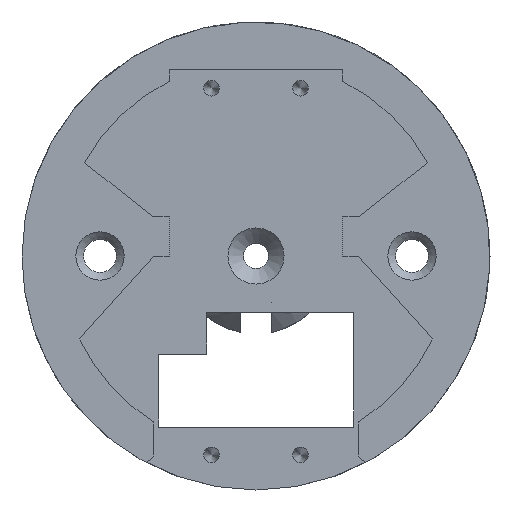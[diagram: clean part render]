
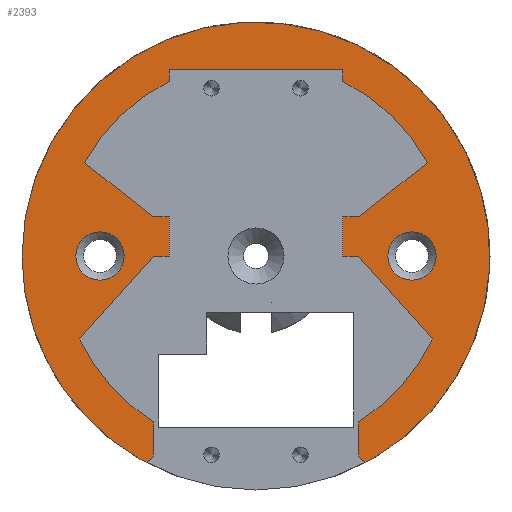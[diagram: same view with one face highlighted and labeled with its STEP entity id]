
A CAD part, front view. The second image highlights one B-rep face of the part: STEP entity #2393.
In plain terms, the highlighted planar face has unit normal (0, -1, 0).
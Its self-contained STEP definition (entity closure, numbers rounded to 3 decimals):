
#42=FACE_BOUND('',#292,.T.);
#43=FACE_BOUND('',#293,.T.);
#57=PLANE('',#2546);
#158=FACE_OUTER_BOUND('',#291,.T.);
#291=EDGE_LOOP('',(#1661,#1662,#1663,#1664,#1665,#1666,#1667,#1668,#1669,
#1670,#1671,#1672,#1673,#1674,#1675,#1676,#1677,#1678,#1679,#1680,#1681,
#1682,#1683));
#292=EDGE_LOOP('',(#1684));
#293=EDGE_LOOP('',(#1685));
#441=LINE('',#3447,#719);
#442=LINE('',#3451,#720);
#443=LINE('',#3453,#721);
#444=LINE('',#3455,#722);
#445=LINE('',#3457,#723);
#446=LINE('',#3459,#724);
#447=LINE('',#3463,#725);
#448=LINE('',#3465,#726);
#449=LINE('',#3467,#727);
#450=LINE('',#3471,#728);
#451=LINE('',#3473,#729);
#452=LINE('',#3475,#730);
#453=LINE('',#3477,#731);
#454=LINE('',#3479,#732);
#455=LINE('',#3483,#733);
#719=VECTOR('',#2764,10.);
#720=VECTOR('',#2767,10.);
#721=VECTOR('',#2768,10.);
#722=VECTOR('',#2769,10.);
#723=VECTOR('',#2770,10.);
#724=VECTOR('',#2771,10.);
#725=VECTOR('',#2774,10.);
#726=VECTOR('',#2775,10.);
#727=VECTOR('',#2776,10.);
#728=VECTOR('',#2779,10.);
#729=VECTOR('',#2780,10.);
#730=VECTOR('',#2781,10.);
#731=VECTOR('',#2782,10.);
#732=VECTOR('',#2783,10.);
#733=VECTOR('',#2786,10.);
#993=CIRCLE('',#2539,1.);
#996=CIRCLE('',#2543,30.);
#998=CIRCLE('',#2545,30.);
#999=CIRCLE('',#2547,25.);
#1000=CIRCLE('',#2548,25.);
#1001=CIRCLE('',#2549,25.);
#1002=CIRCLE('',#2550,25.);
#1003=CIRCLE('',#2551,1.);
#1004=CIRCLE('',#2552,3.1);
#1005=CIRCLE('',#2553,3.1);
#1057=VERTEX_POINT('',#3426);
#1058=VERTEX_POINT('',#3427);
#1062=VERTEX_POINT('',#3437);
#1063=VERTEX_POINT('',#3439);
#1065=VERTEX_POINT('',#3446);
#1066=VERTEX_POINT('',#3448);
#1067=VERTEX_POINT('',#3450);
#1068=VERTEX_POINT('',#3452);
#1069=VERTEX_POINT('',#3454);
#1070=VERTEX_POINT('',#3456);
#1071=VERTEX_POINT('',#3458);
#1072=VERTEX_POINT('',#3460);
#1073=VERTEX_POINT('',#3462);
#1074=VERTEX_POINT('',#3464);
#1075=VERTEX_POINT('',#3466);
#1076=VERTEX_POINT('',#3468);
#1077=VERTEX_POINT('',#3470);
#1078=VERTEX_POINT('',#3472);
#1079=VERTEX_POINT('',#3474);
#1080=VERTEX_POINT('',#3476);
#1081=VERTEX_POINT('',#3478);
#1082=VERTEX_POINT('',#3480);
#1083=VERTEX_POINT('',#3482);
#1084=VERTEX_POINT('',#3485);
#1085=VERTEX_POINT('',#3487);
#1290=EDGE_CURVE('',#1057,#1058,#993,.T.);
#1296=EDGE_CURVE('',#1063,#1062,#996,.T.);
#1299=EDGE_CURVE('',#1062,#1058,#998,.T.);
#1300=EDGE_CURVE('',#1057,#1065,#441,.T.);
#1301=EDGE_CURVE('',#1065,#1066,#999,.T.);
#1302=EDGE_CURVE('',#1066,#1067,#442,.T.);
#1303=EDGE_CURVE('',#1067,#1068,#443,.T.);
#1304=EDGE_CURVE('',#1068,#1069,#444,.T.);
#1305=EDGE_CURVE('',#1069,#1070,#445,.T.);
#1306=EDGE_CURVE('',#1070,#1071,#446,.T.);
#1307=EDGE_CURVE('',#1071,#1072,#1000,.T.);
#1308=EDGE_CURVE('',#1072,#1073,#447,.T.);
#1309=EDGE_CURVE('',#1073,#1074,#448,.T.);
#1310=EDGE_CURVE('',#1074,#1075,#449,.T.);
#1311=EDGE_CURVE('',#1075,#1076,#1001,.T.);
#1312=EDGE_CURVE('',#1076,#1077,#450,.T.);
#1313=EDGE_CURVE('',#1077,#1078,#451,.T.);
#1314=EDGE_CURVE('',#1078,#1079,#452,.T.);
#1315=EDGE_CURVE('',#1079,#1080,#453,.T.);
#1316=EDGE_CURVE('',#1080,#1081,#454,.T.);
#1317=EDGE_CURVE('',#1081,#1082,#1002,.T.);
#1318=EDGE_CURVE('',#1082,#1083,#455,.T.);
#1319=EDGE_CURVE('',#1063,#1083,#1003,.T.);
#1320=EDGE_CURVE('',#1084,#1084,#1004,.T.);
#1321=EDGE_CURVE('',#1085,#1085,#1005,.T.);
#1661=ORIENTED_EDGE('',*,*,#1290,.F.);
#1662=ORIENTED_EDGE('',*,*,#1300,.T.);
#1663=ORIENTED_EDGE('',*,*,#1301,.T.);
#1664=ORIENTED_EDGE('',*,*,#1302,.T.);
#1665=ORIENTED_EDGE('',*,*,#1303,.T.);
#1666=ORIENTED_EDGE('',*,*,#1304,.T.);
#1667=ORIENTED_EDGE('',*,*,#1305,.T.);
#1668=ORIENTED_EDGE('',*,*,#1306,.T.);
#1669=ORIENTED_EDGE('',*,*,#1307,.T.);
#1670=ORIENTED_EDGE('',*,*,#1308,.T.);
#1671=ORIENTED_EDGE('',*,*,#1309,.T.);
#1672=ORIENTED_EDGE('',*,*,#1310,.T.);
#1673=ORIENTED_EDGE('',*,*,#1311,.T.);
#1674=ORIENTED_EDGE('',*,*,#1312,.T.);
#1675=ORIENTED_EDGE('',*,*,#1313,.T.);
#1676=ORIENTED_EDGE('',*,*,#1314,.T.);
#1677=ORIENTED_EDGE('',*,*,#1315,.T.);
#1678=ORIENTED_EDGE('',*,*,#1316,.T.);
#1679=ORIENTED_EDGE('',*,*,#1317,.T.);
#1680=ORIENTED_EDGE('',*,*,#1318,.T.);
#1681=ORIENTED_EDGE('',*,*,#1319,.F.);
#1682=ORIENTED_EDGE('',*,*,#1296,.T.);
#1683=ORIENTED_EDGE('',*,*,#1299,.T.);
#1684=ORIENTED_EDGE('',*,*,#1320,.T.);
#1685=ORIENTED_EDGE('',*,*,#1321,.T.);
#2393=ADVANCED_FACE('',(#158,#42,#43),#57,.T.);
#2539=AXIS2_PLACEMENT_3D('',#3428,#2744,#2745);
#2543=AXIS2_PLACEMENT_3D('',#3440,#2755,#2756);
#2545=AXIS2_PLACEMENT_3D('',#3444,#2760,#2761);
#2546=AXIS2_PLACEMENT_3D('',#3445,#2762,#2763);
#2547=AXIS2_PLACEMENT_3D('',#3449,#2765,#2766);
#2548=AXIS2_PLACEMENT_3D('',#3461,#2772,#2773);
#2549=AXIS2_PLACEMENT_3D('',#3469,#2777,#2778);
#2550=AXIS2_PLACEMENT_3D('',#3481,#2784,#2785);
#2551=AXIS2_PLACEMENT_3D('',#3484,#2787,#2788);
#2552=AXIS2_PLACEMENT_3D('',#3486,#2789,#2790);
#2553=AXIS2_PLACEMENT_3D('',#3488,#2791,#2792);
#2744=DIRECTION('center_axis',(0.,1.,0.));
#2745=DIRECTION('ref_axis',(0.506,0.,-0.862));
#2755=DIRECTION('center_axis',(0.,-1.,0.));
#2756=DIRECTION('ref_axis',(1.,0.,0.));
#2760=DIRECTION('center_axis',(0.,-1.,0.));
#2761=DIRECTION('ref_axis',(1.,0.,0.));
#2762=DIRECTION('center_axis',(0.,-1.,0.));
#2763=DIRECTION('ref_axis',(1.,0.,0.));
#2764=DIRECTION('',(0.,0.,1.));
#2765=DIRECTION('center_axis',(0.,1.,0.));
#2766=DIRECTION('ref_axis',(1.,0.,0.));
#2767=DIRECTION('',(0.666,0.,0.746));
#2768=DIRECTION('',(1.,0.,0.));
#2769=DIRECTION('',(0.,0.,1.));
#2770=DIRECTION('',(-1.,0.,0.));
#2771=DIRECTION('',(-0.787,0.,0.618));
#2772=DIRECTION('center_axis',(0.,1.,0.));
#2773=DIRECTION('ref_axis',(1.,0.,0.));
#2774=DIRECTION('',(0.,0.,1.));
#2775=DIRECTION('',(1.,0.,0.));
#2776=DIRECTION('',(0.,0.,-1.));
#2777=DIRECTION('center_axis',(0.,1.,0.));
#2778=DIRECTION('ref_axis',(1.,0.,0.));
#2779=DIRECTION('',(-0.787,0.,-0.618));
#2780=DIRECTION('',(-1.,0.,0.));
#2781=DIRECTION('',(0.,0.,-1.));
#2782=DIRECTION('',(1.,0.,0.));
#2783=DIRECTION('',(0.666,0.,-0.746));
#2784=DIRECTION('center_axis',(0.,1.,0.));
#2785=DIRECTION('ref_axis',(1.,0.,0.));
#2786=DIRECTION('',(0.,0.,-1.));
#2787=DIRECTION('center_axis',(0.,1.,0.));
#2788=DIRECTION('ref_axis',(-0.506,0.,-0.862));
#2789=DIRECTION('center_axis',(0.,1.,0.));
#2790=DIRECTION('ref_axis',(1.,0.,0.));
#2791=DIRECTION('center_axis',(0.,1.,0.));
#2792=DIRECTION('ref_axis',(1.,0.,0.));
#3426=CARTESIAN_POINT('',(-13.126,-27.1,-25.327));
#3427=CARTESIAN_POINT('',(-14.613,-27.1,-26.201));
#3428=CARTESIAN_POINT('Origin',(-14.126,-27.1,-25.327));
#3437=CARTESIAN_POINT('',(-30.,-27.1,0.));
#3439=CARTESIAN_POINT('',(14.613,-27.1,-26.201));
#3440=CARTESIAN_POINT('Origin',(0.,-27.1,0.));
#3444=CARTESIAN_POINT('Origin',(0.,-27.1,0.));
#3445=CARTESIAN_POINT('Origin',(0.,-27.1,1.512));
#3446=CARTESIAN_POINT('',(-13.126,-27.1,-21.277));
#3447=CARTESIAN_POINT('',(-13.126,-27.1,-33.467));
#3448=CARTESIAN_POINT('',(-22.623,-27.1,-10.639));
#3449=CARTESIAN_POINT('Origin',(0.,-27.1,0.));
#3450=CARTESIAN_POINT('',(-13.126,-27.1,0.));
#3451=CARTESIAN_POINT('',(-14.588,-27.1,-1.638));
#3452=CARTESIAN_POINT('',(-11.125,-27.1,0.));
#3453=CARTESIAN_POINT('',(13.126,-27.1,0.));
#3454=CARTESIAN_POINT('',(-11.125,-27.1,5.));
#3455=CARTESIAN_POINT('',(-11.125,-27.1,-23.879));
#3456=CARTESIAN_POINT('',(-13.126,-27.1,5.));
#3457=CARTESIAN_POINT('',(-5.563,-27.1,5.));
#3458=CARTESIAN_POINT('',(-21.965,-27.1,11.94));
#3459=CARTESIAN_POINT('',(-8.218,-27.1,1.147));
#3460=CARTESIAN_POINT('',(-11.125,-27.1,22.388));
#3461=CARTESIAN_POINT('Origin',(0.,-27.1,0.));
#3462=CARTESIAN_POINT('',(-11.125,-27.1,23.879));
#3463=CARTESIAN_POINT('',(-11.125,-27.1,-23.879));
#3464=CARTESIAN_POINT('',(11.125,-27.1,23.879));
#3465=CARTESIAN_POINT('',(-11.125,-27.1,23.879));
#3466=CARTESIAN_POINT('',(11.125,-27.1,22.388));
#3467=CARTESIAN_POINT('',(11.125,-27.1,23.879));
#3468=CARTESIAN_POINT('',(21.965,-27.1,11.94));
#3469=CARTESIAN_POINT('Origin',(0.,-27.1,0.));
#3470=CARTESIAN_POINT('',(13.126,-27.1,5.));
#3471=CARTESIAN_POINT('',(12.638,-27.1,4.617));
#3472=CARTESIAN_POINT('',(11.125,-27.1,5.));
#3473=CARTESIAN_POINT('',(6.563,-27.1,5.));
#3474=CARTESIAN_POINT('',(11.125,-27.1,0.));
#3475=CARTESIAN_POINT('',(11.125,-27.1,23.879));
#3476=CARTESIAN_POINT('',(13.126,-27.1,0.));
#3477=CARTESIAN_POINT('',(13.126,-27.1,0.));
#3478=CARTESIAN_POINT('',(22.623,-27.1,-10.639));
#3479=CARTESIAN_POINT('',(9.839,-27.1,3.681));
#3480=CARTESIAN_POINT('',(13.126,-27.1,-21.277));
#3481=CARTESIAN_POINT('Origin',(0.,-27.1,0.));
#3482=CARTESIAN_POINT('',(13.126,-27.1,-25.327));
#3483=CARTESIAN_POINT('',(13.126,-27.1,25.879));
#3484=CARTESIAN_POINT('Origin',(14.126,-27.1,-25.327));
#3485=CARTESIAN_POINT('',(-23.1,-27.1,0.));
#3486=CARTESIAN_POINT('Origin',(-20.,-27.1,0.));
#3487=CARTESIAN_POINT('',(16.9,-27.1,0.));
#3488=CARTESIAN_POINT('Origin',(20.,-27.1,0.));
